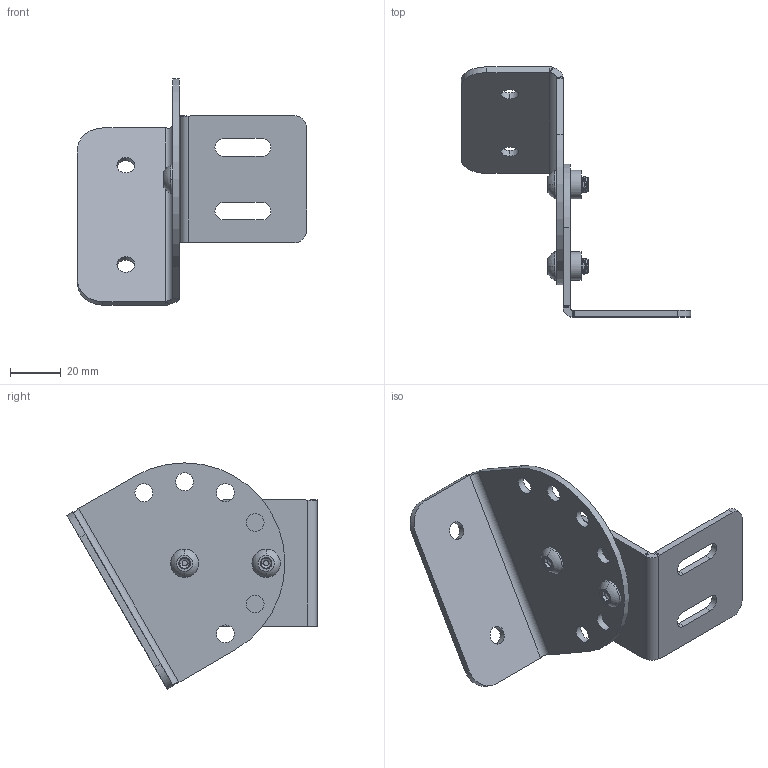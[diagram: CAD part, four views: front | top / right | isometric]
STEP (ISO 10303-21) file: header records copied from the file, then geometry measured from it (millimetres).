
FILE_DESCRIPTION((''),'2;1');
FILE_NAME('183657_ASM','2015-01-23T',('pdmadmin'),(''),'PRO/ENGINEER BY PARAMETRIC TECHNOLOGY CORPORATION, 2013230','PRO/ENGINEER BY PARAMETRIC TECHNOLOGY CORPORATION, 2013230','');
FILE_SCHEMA(('CONFIG_CONTROL_DESIGN'));
Products named in the file (6): 182714; SP-0420-1; 182714_ASM; 182715; 172923; 183657_ASM
Assembly tree (7 placements, depth 3):
  183657_ASM
    182714_ASM
      182714
      SP-0420-1  x2
    182715
    172923  x2
Bounding box: 90 x 98.2 x 88.82 mm (x, y, z)
Volume: 33192.7 mm3; surface area: 28428.2 mm2
Topology: 6 solids, 6 shells, 328 faces, 734 edges, 424 vertices
Faces by surface type: cylinder 134, cone 110, plane 76, bspline 4, sphere 4
Entity records: 6802 total; most frequent: CARTESIAN_POINT 1985, DIRECTION 1007, ORIENTED_EDGE 946, EDGE_CURVE 473, AXIS2_PLACEMENT_3D 390, VERTEX_POINT 280, EDGE_LOOP 237, VECTOR 227
